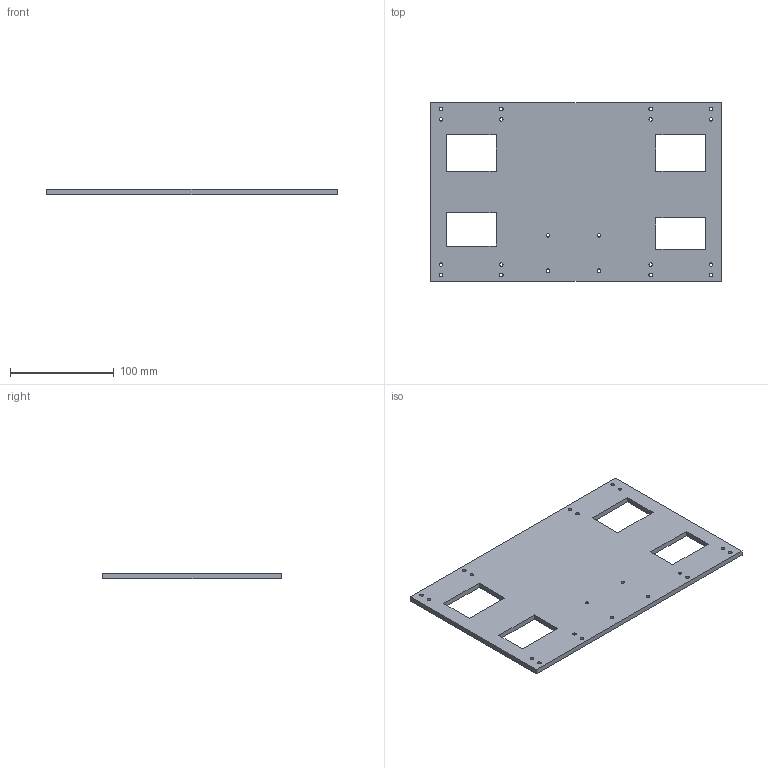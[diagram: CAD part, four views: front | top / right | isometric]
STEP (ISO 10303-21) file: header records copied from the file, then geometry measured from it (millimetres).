
FILE_DESCRIPTION(/* description */ (''),/* implementation_level */ '2;1');
FILE_NAME(/* name */ '下板.stp',/* time_stamp */ '2024-10-14T18:13:39+08:00',/* author */ (''),/* organization */ (''),/* preprocessor_version */ 'ST-DEVELOPER v20',/* originating_system */ 'SIEMENS PLM Software NX2312.5001',/* authorisation */ '');
FILE_SCHEMA (('AUTOMOTIVE_DESIGN { 1 0 10303 214 3 1 1 1 }'));
Length unit declared in the file: millimetre
Products named in the file (1): 下板
Bounding box: 280 x 172 x 5 mm (x, y, z)
Volume: 208146.1 mm3; surface area: 92090.6 mm2
Topology: 1 solids, 1 shells, 42 faces, 120 edges, 80 vertices
Faces by surface type: plane 22, cylinder 20
Full cylindrical faces by diameter (mm): 3.4 x20
Entity records: 1404 total; most frequent: DIRECTION 226, CARTESIAN_POINT 223, ORIENTED_EDGE 200, EDGE_LOOP 110, EDGE_CURVE 100, FACE_BOUND 90, AXIS2_PLACEMENT_3D 83, VERTEX_POINT 80
